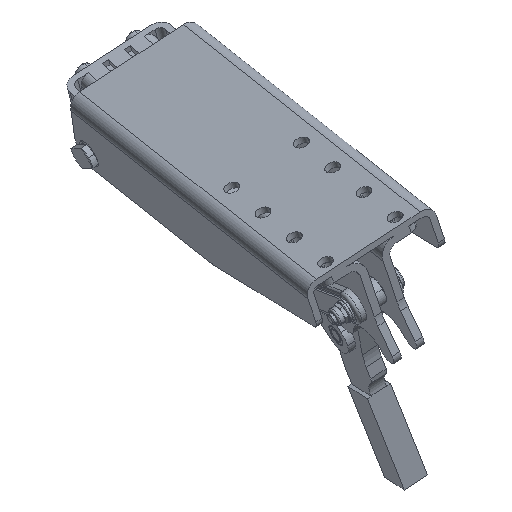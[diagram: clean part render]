
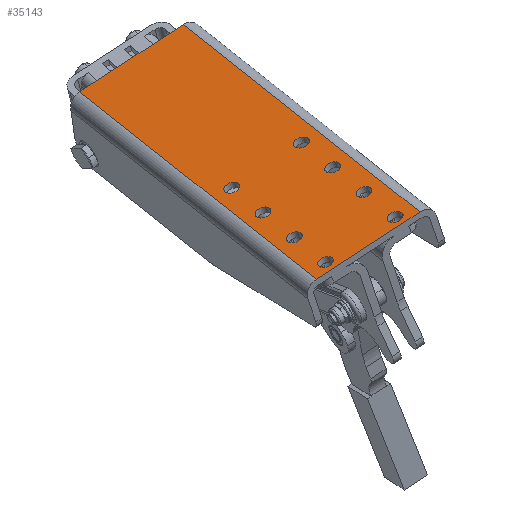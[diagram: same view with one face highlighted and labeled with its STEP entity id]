
A CAD part, top view. The second image highlights one B-rep face of the part: STEP entity #35143.
In plain terms, the highlighted planar face has unit normal (-0.253, 0.738, 0.626).
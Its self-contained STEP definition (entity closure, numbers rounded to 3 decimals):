
#13269=CARTESIAN_POINT('',(166.728,49.645,-176.281));
#13270=VERTEX_POINT('',#13269);
#13279=CARTESIAN_POINT('',(173.548,54.077,-178.749));
#13280=VERTEX_POINT('',#13279);
#13281=CARTESIAN_POINT('',(170.138,51.861,-177.515));
#13282=DIRECTION('',(0.253,-0.737,-0.626));
#13283=DIRECTION('',(-0.802,-0.521,0.29));
#13284=AXIS2_PLACEMENT_3D('',#13281,#13282,#13283);
#13285=CIRCLE('',#13284,4.25);
#13286=EDGE_CURVE('',#13280,#13270,#13285,.T.);
#13332=CARTESIAN_POINT('',(202.837,73.109,-189.344));
#13333=VERTEX_POINT('',#13332);
#13342=CARTESIAN_POINT('',(209.657,77.54,-191.811));
#13343=VERTEX_POINT('',#13342);
#13344=CARTESIAN_POINT('',(206.247,75.325,-190.578));
#13345=DIRECTION('',(0.253,-0.737,-0.626));
#13346=DIRECTION('',(-0.802,-0.521,0.29));
#13347=AXIS2_PLACEMENT_3D('',#13344,#13345,#13346);
#13348=CIRCLE('',#13347,4.25);
#13349=EDGE_CURVE('',#13343,#13333,#13348,.T.);
#13395=CARTESIAN_POINT('',(182.948,36.767,-154.578));
#13396=VERTEX_POINT('',#13395);
#13405=CARTESIAN_POINT('',(189.768,41.199,-157.045));
#13406=VERTEX_POINT('',#13405);
#13407=CARTESIAN_POINT('',(186.358,38.983,-155.811));
#13408=DIRECTION('',(0.253,-0.737,-0.626));
#13409=DIRECTION('',(-0.802,-0.521,0.29));
#13410=AXIS2_PLACEMENT_3D('',#13407,#13408,#13409);
#13411=CIRCLE('',#13410,4.25);
#13412=EDGE_CURVE('',#13406,#13396,#13411,.T.);
#13458=CARTESIAN_POINT('',(219.057,60.23,-167.64));
#13459=VERTEX_POINT('',#13458);
#13468=CARTESIAN_POINT('',(225.877,64.662,-170.108));
#13469=VERTEX_POINT('',#13468);
#13470=CARTESIAN_POINT('',(222.467,62.446,-168.874));
#13471=DIRECTION('',(0.253,-0.737,-0.626));
#13472=DIRECTION('',(-0.802,-0.521,0.29));
#13473=AXIS2_PLACEMENT_3D('',#13470,#13471,#13472);
#13474=CIRCLE('',#13473,4.25);
#13475=EDGE_CURVE('',#13469,#13459,#13474,.T.);
#13521=CARTESIAN_POINT('',(199.168,23.888,-132.874));
#13522=VERTEX_POINT('',#13521);
#13531=CARTESIAN_POINT('',(205.988,28.32,-135.341));
#13532=VERTEX_POINT('',#13531);
#13533=CARTESIAN_POINT('',(202.578,26.104,-134.108));
#13534=DIRECTION('',(0.253,-0.737,-0.626));
#13535=DIRECTION('',(-0.802,-0.521,0.29));
#13536=AXIS2_PLACEMENT_3D('',#13533,#13534,#13535);
#13537=CIRCLE('',#13536,4.25);
#13538=EDGE_CURVE('',#13532,#13522,#13537,.T.);
#13584=CARTESIAN_POINT('',(235.277,47.351,-145.937));
#13585=VERTEX_POINT('',#13584);
#13594=CARTESIAN_POINT('',(242.097,51.783,-148.404));
#13595=VERTEX_POINT('',#13594);
#13596=CARTESIAN_POINT('',(238.687,49.567,-147.17));
#13597=DIRECTION('',(0.253,-0.737,-0.626));
#13598=DIRECTION('',(-0.802,-0.521,0.29));
#13599=AXIS2_PLACEMENT_3D('',#13596,#13597,#13598);
#13600=CIRCLE('',#13599,4.25);
#13601=EDGE_CURVE('',#13595,#13585,#13600,.T.);
#13647=CARTESIAN_POINT('',(215.388,11.009,-111.17));
#13648=VERTEX_POINT('',#13647);
#13657=CARTESIAN_POINT('',(222.208,15.441,-113.638));
#13658=VERTEX_POINT('',#13657);
#13659=CARTESIAN_POINT('',(218.798,13.225,-112.404));
#13660=DIRECTION('',(0.253,-0.737,-0.626));
#13661=DIRECTION('',(-0.802,-0.521,0.29));
#13662=AXIS2_PLACEMENT_3D('',#13659,#13660,#13661);
#13663=CIRCLE('',#13662,4.25);
#13664=EDGE_CURVE('',#13658,#13648,#13663,.T.);
#13710=CARTESIAN_POINT('',(251.497,34.472,-124.233));
#13711=VERTEX_POINT('',#13710);
#13720=CARTESIAN_POINT('',(258.317,38.904,-126.7));
#13721=VERTEX_POINT('',#13720);
#13722=CARTESIAN_POINT('',(254.907,36.688,-125.467));
#13723=DIRECTION('',(0.253,-0.737,-0.626));
#13724=DIRECTION('',(-0.802,-0.521,0.29));
#13725=AXIS2_PLACEMENT_3D('',#13722,#13723,#13724);
#13726=CIRCLE('',#13725,4.25);
#13727=EDGE_CURVE('',#13721,#13711,#13726,.T.);
#33756=CARTESIAN_POINT('',(267.788,39.204,-123.234));
#33757=VERTEX_POINT('',#33756);
#33765=CARTESIAN_POINT('',(214.026,4.27,-103.785));
#33766=VERTEX_POINT('',#33765);
#33767=CARTESIAN_POINT('',(267.788,39.204,-123.234));
#33768=DIRECTION('',(-0.802,-0.521,0.29));
#33769=VECTOR('',#33768,67.);
#33770=LINE('',#33767,#33769);
#33771=EDGE_CURVE('',#33757,#33766,#33770,.T.);
#34983=CARTESIAN_POINT('',(145.011,136.691,-287.521));
#34984=VERTEX_POINT('',#34983);
#34992=CARTESIAN_POINT('',(267.788,39.204,-123.234));
#34993=DIRECTION('',(-0.541,0.429,-0.723));
#34994=VECTOR('',#34993,227.087);
#34995=LINE('',#34992,#34994);
#34996=EDGE_CURVE('',#33757,#34984,#34995,.T.);
#35040=CARTESIAN_POINT('',(176.028,73.252,-200.324));
#35041=DIRECTION('',(0.253,-0.737,-0.626));
#35042=DIRECTION('',(-0.802,-0.521,0.29));
#35043=AXIS2_PLACEMENT_3D('',#35040,#35041,#35042);
#35044=PLANE('',#35043);
#35045=CARTESIAN_POINT('',(91.249,101.757,-268.072));
#35046=VERTEX_POINT('',#35045);
#35047=CARTESIAN_POINT('',(145.011,136.691,-287.521));
#35048=DIRECTION('',(-0.802,-0.521,0.29));
#35049=VECTOR('',#35048,67.);
#35050=LINE('',#35047,#35049);
#35051=EDGE_CURVE('',#34984,#35046,#35050,.T.);
#35052=ORIENTED_EDGE('',*,*,#35051,.T.);
#35053=CARTESIAN_POINT('',(91.249,101.757,-268.072));
#35054=DIRECTION('',(0.541,-0.429,0.723));
#35055=VECTOR('',#35054,227.087);
#35056=LINE('',#35053,#35055);
#35057=EDGE_CURVE('',#35046,#33766,#35056,.T.);
#35058=ORIENTED_EDGE('',*,*,#35057,.T.);
#35059=ORIENTED_EDGE('',*,*,#33771,.F.);
#35060=ORIENTED_EDGE('',*,*,#34996,.T.);
#35061=EDGE_LOOP('',(#35052,#35058,#35059,#35060));
#35062=FACE_OUTER_BOUND('',#35061,.T.);
#35063=ORIENTED_EDGE('',*,*,#13286,.T.);
#35064=CARTESIAN_POINT('',(170.138,51.861,-177.515));
#35065=DIRECTION('',(0.253,-0.737,-0.626));
#35066=DIRECTION('',(-0.802,-0.521,0.29));
#35067=AXIS2_PLACEMENT_3D('',#35064,#35065,#35066);
#35068=CIRCLE('',#35067,4.25);
#35069=EDGE_CURVE('',#13270,#13280,#35068,.T.);
#35070=ORIENTED_EDGE('',*,*,#35069,.T.);
#35071=EDGE_LOOP('',(#35063,#35070));
#35072=FACE_BOUND('',#35071,.T.);
#35073=ORIENTED_EDGE('',*,*,#13349,.T.);
#35074=CARTESIAN_POINT('',(206.247,75.325,-190.578));
#35075=DIRECTION('',(0.253,-0.737,-0.626));
#35076=DIRECTION('',(-0.802,-0.521,0.29));
#35077=AXIS2_PLACEMENT_3D('',#35074,#35075,#35076);
#35078=CIRCLE('',#35077,4.25);
#35079=EDGE_CURVE('',#13333,#13343,#35078,.T.);
#35080=ORIENTED_EDGE('',*,*,#35079,.T.);
#35081=EDGE_LOOP('',(#35073,#35080));
#35082=FACE_BOUND('',#35081,.T.);
#35083=ORIENTED_EDGE('',*,*,#13412,.T.);
#35084=CARTESIAN_POINT('',(186.358,38.983,-155.811));
#35085=DIRECTION('',(0.253,-0.737,-0.626));
#35086=DIRECTION('',(-0.802,-0.521,0.29));
#35087=AXIS2_PLACEMENT_3D('',#35084,#35085,#35086);
#35088=CIRCLE('',#35087,4.25);
#35089=EDGE_CURVE('',#13396,#13406,#35088,.T.);
#35090=ORIENTED_EDGE('',*,*,#35089,.T.);
#35091=EDGE_LOOP('',(#35083,#35090));
#35092=FACE_BOUND('',#35091,.T.);
#35093=ORIENTED_EDGE('',*,*,#13475,.T.);
#35094=CARTESIAN_POINT('',(222.467,62.446,-168.874));
#35095=DIRECTION('',(0.253,-0.737,-0.626));
#35096=DIRECTION('',(-0.802,-0.521,0.29));
#35097=AXIS2_PLACEMENT_3D('',#35094,#35095,#35096);
#35098=CIRCLE('',#35097,4.25);
#35099=EDGE_CURVE('',#13459,#13469,#35098,.T.);
#35100=ORIENTED_EDGE('',*,*,#35099,.T.);
#35101=EDGE_LOOP('',(#35093,#35100));
#35102=FACE_BOUND('',#35101,.T.);
#35103=ORIENTED_EDGE('',*,*,#13538,.T.);
#35104=CARTESIAN_POINT('',(202.578,26.104,-134.108));
#35105=DIRECTION('',(0.253,-0.737,-0.626));
#35106=DIRECTION('',(-0.802,-0.521,0.29));
#35107=AXIS2_PLACEMENT_3D('',#35104,#35105,#35106);
#35108=CIRCLE('',#35107,4.25);
#35109=EDGE_CURVE('',#13522,#13532,#35108,.T.);
#35110=ORIENTED_EDGE('',*,*,#35109,.T.);
#35111=EDGE_LOOP('',(#35103,#35110));
#35112=FACE_BOUND('',#35111,.T.);
#35113=ORIENTED_EDGE('',*,*,#13601,.T.);
#35114=CARTESIAN_POINT('',(238.687,49.567,-147.17));
#35115=DIRECTION('',(0.253,-0.737,-0.626));
#35116=DIRECTION('',(-0.802,-0.521,0.29));
#35117=AXIS2_PLACEMENT_3D('',#35114,#35115,#35116);
#35118=CIRCLE('',#35117,4.25);
#35119=EDGE_CURVE('',#13585,#13595,#35118,.T.);
#35120=ORIENTED_EDGE('',*,*,#35119,.T.);
#35121=EDGE_LOOP('',(#35113,#35120));
#35122=FACE_BOUND('',#35121,.T.);
#35123=ORIENTED_EDGE('',*,*,#13664,.T.);
#35124=CARTESIAN_POINT('',(218.798,13.225,-112.404));
#35125=DIRECTION('',(0.253,-0.737,-0.626));
#35126=DIRECTION('',(-0.802,-0.521,0.29));
#35127=AXIS2_PLACEMENT_3D('',#35124,#35125,#35126);
#35128=CIRCLE('',#35127,4.25);
#35129=EDGE_CURVE('',#13648,#13658,#35128,.T.);
#35130=ORIENTED_EDGE('',*,*,#35129,.T.);
#35131=EDGE_LOOP('',(#35123,#35130));
#35132=FACE_BOUND('',#35131,.T.);
#35133=ORIENTED_EDGE('',*,*,#13727,.T.);
#35134=CARTESIAN_POINT('',(254.907,36.688,-125.467));
#35135=DIRECTION('',(0.253,-0.737,-0.626));
#35136=DIRECTION('',(-0.802,-0.521,0.29));
#35137=AXIS2_PLACEMENT_3D('',#35134,#35135,#35136);
#35138=CIRCLE('',#35137,4.25);
#35139=EDGE_CURVE('',#13711,#13721,#35138,.T.);
#35140=ORIENTED_EDGE('',*,*,#35139,.T.);
#35141=EDGE_LOOP('',(#35133,#35140));
#35142=FACE_BOUND('',#35141,.T.);
#35143=ADVANCED_FACE('',(#35062,#35072,#35082,#35092,#35102,#35112,#35122,#35132,#35142),#35044,.F.);
